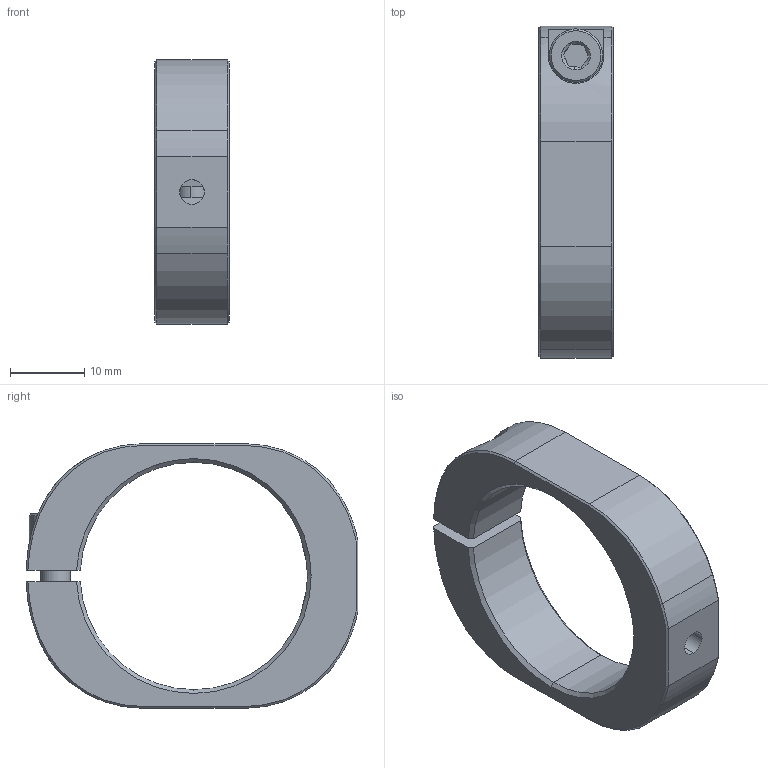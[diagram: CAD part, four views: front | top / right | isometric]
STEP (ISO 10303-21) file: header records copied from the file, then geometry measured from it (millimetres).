
FILE_DESCRIPTION (( 'STEP AP203' ), '1' );
FILE_NAME ('1.7.6.2_ZTL-Z1_SM1英寸透镜套筒安装座.STEP', '2021-07-24T07:08:28', ( 'China' ), ( 'Home' ), 'SwSTEP 2.0', 'SolidWorks 2018', '' );
FILE_SCHEMA (( 'CONFIG_CONTROL_DESIGN' ));
Length unit declared in the file: millimetre
Products named in the file (1): 1.7.6.2_ZTL-Z1_SM1英寸透镜套筒安装座
Bounding box: 10 x 44.69 x 35.6 mm (x, y, z)
Surface area: 4168.5 mm2 (no closed solid volume)
Topology: 0 solids, 3 shells, 71 faces, 178 edges, 112 vertices
Faces by surface type: cone 26, plane 25, cylinder 20
Entity records: 2360 total; most frequent: CARTESIAN_POINT 573, DIRECTION 368, ORIENTED_EDGE 343, EDGE_CURVE 178, AXIS2_PLACEMENT_3D 143, VERTEX_POINT 112, VECTOR 82, LINE 82
